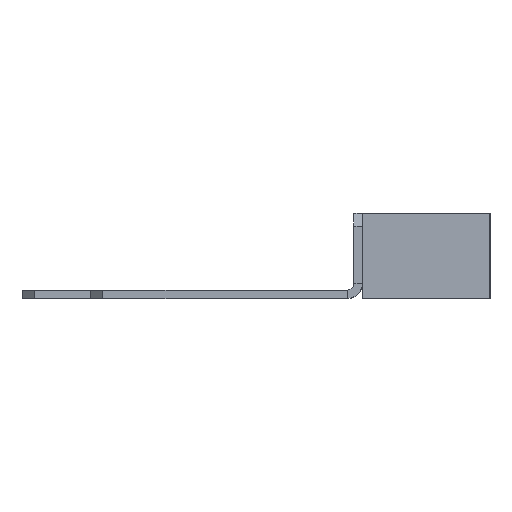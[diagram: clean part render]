
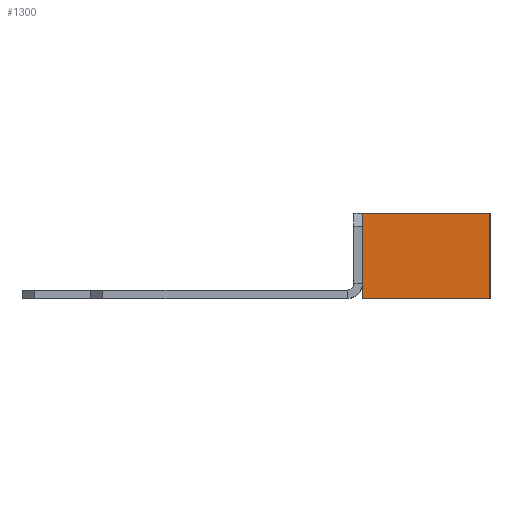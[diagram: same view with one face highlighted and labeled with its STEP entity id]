
A CAD part, left-side view. The second image highlights one B-rep face of the part: STEP entity #1300.
In plain terms, the highlighted planar face has unit normal (-1, 0, 0).
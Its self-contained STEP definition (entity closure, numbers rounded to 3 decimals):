
#872=CARTESIAN_POINT('Axis2P3D Location',(-316.5,-39.,20.)) ;
#1220=CARTESIAN_POINT('Vertex',(-316.5,-71.,0.)) ;
#1236=CARTESIAN_POINT('Vertex',(-316.5,-71.,20.)) ;
#1239=CARTESIAN_POINT('Line Origine',(-316.5,-71.,10.)) ;
#1256=CARTESIAN_POINT('Line Origine',(-316.5,-56.,0.)) ;
#1260=CARTESIAN_POINT('Vertex',(-316.5,-41.,0.)) ;
#1282=CARTESIAN_POINT('Line Origine',(-316.5,-56.,20.)) ;
#1286=CARTESIAN_POINT('Vertex',(-316.5,-41.,20.)) ;
#1289=CARTESIAN_POINT('Line Origine',(-316.5,-41.,10.)) ;
#873=DIRECTION('Axis2P3D Direction',(-1.,-0.,0.)) ;
#874=DIRECTION('Axis2P3D XDirection',(0.,0.,-1.)) ;
#1240=DIRECTION('Vector Direction',(0.,0.,-1.)) ;
#1257=DIRECTION('Vector Direction',(0.,-1.,0.)) ;
#1283=DIRECTION('Vector Direction',(0.,1.,0.)) ;
#1290=DIRECTION('Vector Direction',(0.,0.,1.)) ;
#875=AXIS2_PLACEMENT_3D('Plane Axis2P3D',#872,#873,#874) ;
#1295=ORIENTED_EDGE('',*,*,#1243,.F.) ;
#1296=ORIENTED_EDGE('',*,*,#1288,.T.) ;
#1297=ORIENTED_EDGE('',*,*,#1293,.F.) ;
#1298=ORIENTED_EDGE('',*,*,#1262,.T.) ;
#1241=VECTOR('Line Direction',#1240,1.) ;
#1258=VECTOR('Line Direction',#1257,1.) ;
#1284=VECTOR('Line Direction',#1283,1.) ;
#1291=VECTOR('Line Direction',#1290,1.) ;
#1300=ADVANCED_FACE('Guarnizione',(#1299),#876,.T.) ;
#1243=EDGE_CURVE('',#1237,#1221,#1242,.T.) ;
#1262=EDGE_CURVE('',#1261,#1221,#1259,.T.) ;
#1288=EDGE_CURVE('',#1237,#1287,#1285,.T.) ;
#1293=EDGE_CURVE('',#1261,#1287,#1292,.T.) ;
#1294=EDGE_LOOP('',(#1295,#1296,#1297,#1298)) ;
#1299=FACE_OUTER_BOUND('',#1294,.T.) ;
#1242=LINE('Line',#1239,#1241) ;
#1259=LINE('Line',#1256,#1258) ;
#1285=LINE('Line',#1282,#1284) ;
#1292=LINE('Line',#1289,#1291) ;
#876=PLANE('',#875) ;
#1221=VERTEX_POINT('',#1220) ;
#1237=VERTEX_POINT('',#1236) ;
#1261=VERTEX_POINT('',#1260) ;
#1287=VERTEX_POINT('',#1286) ;
